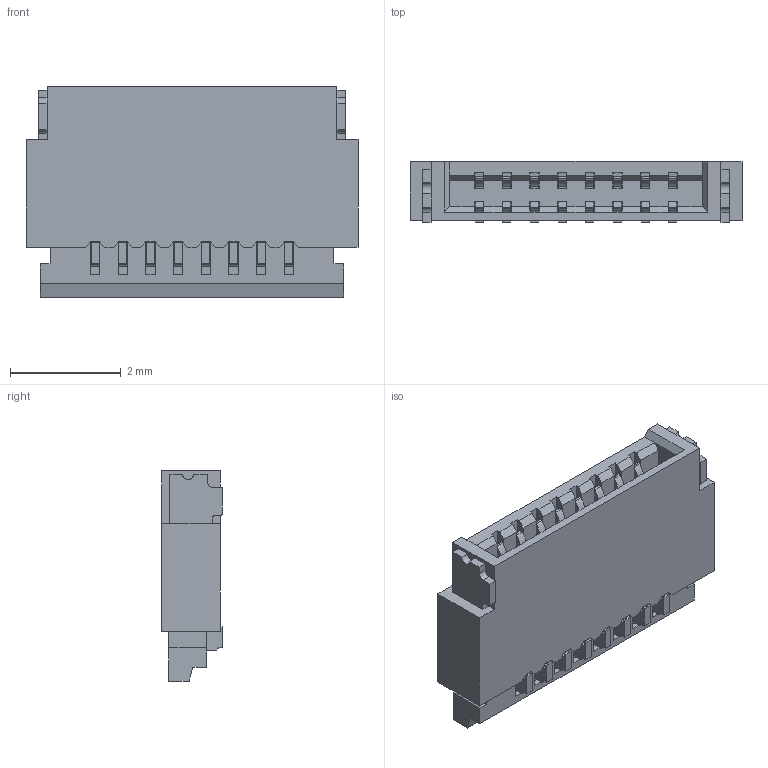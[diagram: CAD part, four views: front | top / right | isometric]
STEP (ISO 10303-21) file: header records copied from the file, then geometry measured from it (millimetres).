
FILE_DESCRIPTION (( 'STEP AP214' ), '1' );
FILE_NAME ('FFC2B28-08-G.STEP', '2024-02-02T16:21:04', ( '' ), ( '' ), 'SwSTEP 2.0', 'SolidWorks 2021', '' );
FILE_SCHEMA (( 'AUTOMOTIVE_DESIGN' ));
Length unit declared in the file: millimetre
Products named in the file (1): FFC2B28-08-G
Bounding box: 6 x 1.1 x 3.8 mm (x, y, z)
Volume: 15.9 mm3; surface area: 151.2 mm2
Topology: 12 solids, 12 shells, 606 faces, 1822 edges, 1208 vertices
Faces by surface type: plane 454, cylinder 152
Entity records: 20507 total; most frequent: ORIENTED_EDGE 3644, CARTESIAN_POINT 3637, DIRECTION 3340, EDGE_CURVE 1822, LINE 1518, VECTOR 1518, VERTEX_POINT 1208, AXIS2_PLACEMENT_3D 911
